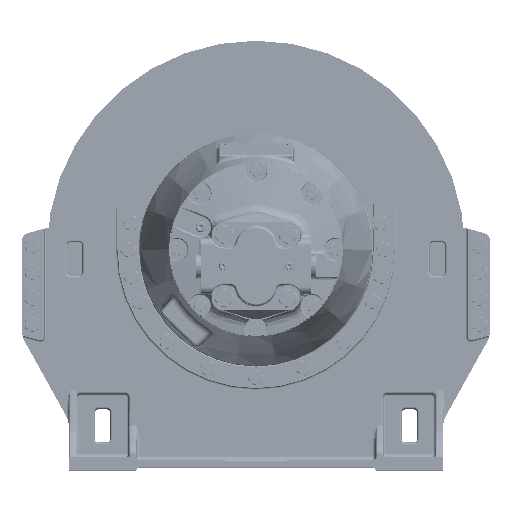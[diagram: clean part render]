
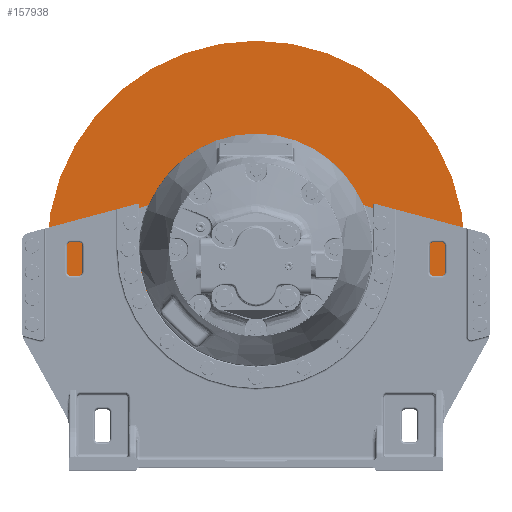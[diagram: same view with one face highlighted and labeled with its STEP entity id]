
A CAD part, top view. The second image highlights one B-rep face of the part: STEP entity #157938.
In plain terms, the highlighted planar face has unit normal (0, 0, 1).
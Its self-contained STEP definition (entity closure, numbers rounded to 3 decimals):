
#131730=CARTESIAN_POINT('',(0.,0.,-7.57));
#131731=DIRECTION('',(0.,0.,1.));
#131732=DIRECTION('',(1.,0.,0.));
#131733=AXIS2_PLACEMENT_3D('',#131730,#131731,#131732);
#131735=CARTESIAN_POINT('',(0.,0.,-7.57));
#131736=DIRECTION('',(0.,0.,1.));
#131737=DIRECTION('',(-1.,0.,0.));
#131738=AXIS2_PLACEMENT_3D('',#131735,#131736,#131737);
#131740=CARTESIAN_POINT('',(0.,0.,-7.57));
#131741=DIRECTION('',(0.,0.,-1.));
#131742=DIRECTION('',(-1.,0.,0.));
#131743=AXIS2_PLACEMENT_3D('',#131740,#131741,#131742);
#131745=CARTESIAN_POINT('',(0.,0.,-7.57));
#131746=DIRECTION('',(0.,0.,-1.));
#131747=DIRECTION('',(1.,0.,0.));
#131748=AXIS2_PLACEMENT_3D('',#131745,#131746,#131747);
#156829=CARTESIAN_POINT('',(-7.,0.,-7.57));
#156831=VERTEX_POINT('',#156829);
#156891=CARTESIAN_POINT('',(7.,0.,-7.57));
#156892=VERTEX_POINT('',#156891);
#157064=CARTESIAN_POINT('',(-13.95,0.,-7.57));
#157066=VERTEX_POINT('',#157064);
#157134=CARTESIAN_POINT('',(13.95,0.,-7.57));
#157135=VERTEX_POINT('',#157134);
#157922=CARTESIAN_POINT('',(0.,-13.95,-7.57));
#157923=DIRECTION('',(0.,0.,-1.));
#157924=DIRECTION('',(1.,0.,0.));
#157925=AXIS2_PLACEMENT_3D('',#157922,#157923,#157924);
#157926=PLANE('',#157925);
#157927=ORIENTED_EDGE('',*,*,#157905,.F.);
#157929=ORIENTED_EDGE('',*,*,#157928,.F.);
#157930=EDGE_LOOP('',(#157927,#157929));
#157931=FACE_OUTER_BOUND('',#157930,.F.);
#157933=ORIENTED_EDGE('',*,*,#157932,.F.);
#157935=ORIENTED_EDGE('',*,*,#157934,.F.);
#157936=EDGE_LOOP('',(#157933,#157935));
#157937=FACE_BOUND('',#157936,.F.);
#131734=CIRCLE('',#131733,13.95);
#131739=CIRCLE('',#131738,13.95);
#131744=CIRCLE('',#131743,7.);
#131749=CIRCLE('',#131748,7.);
#157905=EDGE_CURVE('',#157135,#157066,#131734,.T.);
#157928=EDGE_CURVE('',#157066,#157135,#131739,.T.);
#157932=EDGE_CURVE('',#156831,#156892,#131744,.T.);
#157934=EDGE_CURVE('',#156892,#156831,#131749,.T.);
#157938=ADVANCED_FACE('',(#157931,#157937),#157926,.F.);
